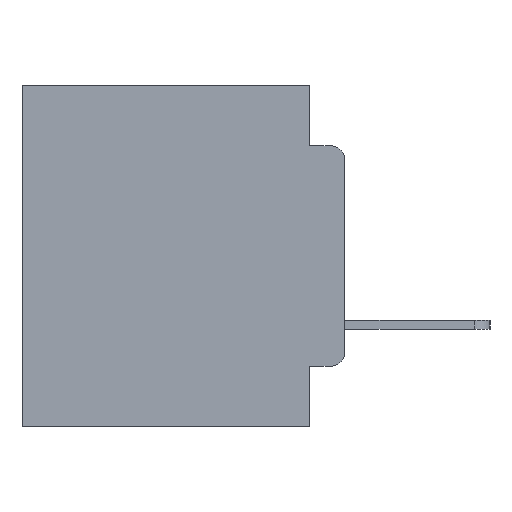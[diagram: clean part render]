
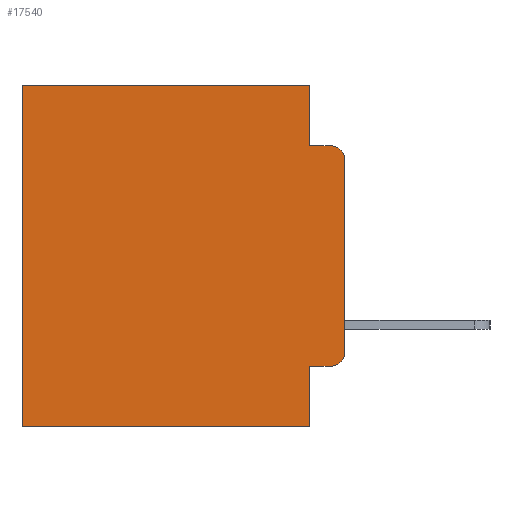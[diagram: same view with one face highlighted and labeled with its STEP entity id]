
A CAD part, left-side view. The second image highlights one B-rep face of the part: STEP entity #17540.
In plain terms, the highlighted planar face has unit normal (-1, 0, 0).
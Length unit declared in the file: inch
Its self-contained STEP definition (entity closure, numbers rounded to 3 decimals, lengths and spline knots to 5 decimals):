
#74 = LINE ( 'NONE', #27786, #11457 ) ;
#147 = CARTESIAN_POINT ( 'NONE',  ( 0.298, 0.051, -0.4115 ) ) ;
#345 = VERTEX_POINT ( 'NONE', #8560 ) ;
#1379 = EDGE_CURVE ( 'NONE', #24125, #18318, #23984, .T. ) ;
#1432 = DIRECTION ( 'NONE',  ( 0., -1., 0. ) ) ;
#1521 = VECTOR ( 'NONE', #1432, 39.37008 ) ;
#1628 = VERTEX_POINT ( 'NONE', #27301 ) ;
#1808 = CARTESIAN_POINT ( 'NONE',  ( 0.298, 0., -0.1085 ) ) ;
#1949 = VECTOR ( 'NONE', #7206, 39.37008 ) ;
#2175 = ORIENTED_EDGE ( 'NONE', *, *, #1379, .F. ) ;
#2250 = EDGE_CURVE ( 'NONE', #15409, #20912, #13905, .T. ) ;
#2839 = CARTESIAN_POINT ( 'NONE',  ( 0.298, 0.473, 0. ) ) ;
#2934 = DIRECTION ( 'NONE',  ( 0., 0., -1. ) ) ;
#3010 = PLANE ( 'NONE',  #16141 ) ;
#3303 = ORIENTED_EDGE ( 'NONE', *, *, #27234, .F. ) ;
#3449 = EDGE_CURVE ( 'NONE', #12372, #14398, #74, .T. ) ;
#3994 = CARTESIAN_POINT ( 'NONE',  ( 0.298, 0., -0.5 ) ) ;
#4397 = CARTESIAN_POINT ( 'NONE',  ( 0.298, 0.473, 0. ) ) ;
#4439 = CARTESIAN_POINT ( 'NONE',  ( 0.298, 0.02, -0.1085 ) ) ;
#4539 = CARTESIAN_POINT ( 'NONE',  ( 0.298, 0.051, -0.4115 ) ) ;
#5363 = DIRECTION ( 'NONE',  ( 1., 0., 0. ) ) ;
#5560 = VERTEX_POINT ( 'NONE', #17479 ) ;
#5916 = CIRCLE ( 'NONE', #10669, 0.02 ) ;
#6739 = DIRECTION ( 'NONE',  ( 0., 0., -1. ) ) ;
#6901 = CARTESIAN_POINT ( 'NONE',  ( 0.298, 0., -0.3915 ) ) ;
#6942 = EDGE_LOOP ( 'NONE', ( #2175, #20421, #11752, #23819, #25734, #27663, #22485, #3303, #13476, #22881 ) ) ;
#7110 = CARTESIAN_POINT ( 'NONE',  ( 0.298, 0.051, -0.0885 ) ) ;
#7206 = DIRECTION ( 'NONE',  ( 0., -1., 0. ) ) ;
#7242 = VECTOR ( 'NONE', #17402, 39.37008 ) ;
#7380 = DIRECTION ( 'NONE',  ( 0., 0., -1. ) ) ;
#7406 = DIRECTION ( 'NONE',  ( 0., 0., -1. ) ) ;
#7594 = CARTESIAN_POINT ( 'NONE',  ( 0.298, 0., 0. ) ) ;
#7623 = LINE ( 'NONE', #10475, #1521 ) ;
#8041 = DIRECTION ( 'NONE',  ( 0., 1., 0. ) ) ;
#8560 = CARTESIAN_POINT ( 'NONE',  ( 0.298, 0.473, -0.5 ) ) ;
#8627 = EDGE_CURVE ( 'NONE', #14398, #5560, #7623, .T. ) ;
#9911 = CARTESIAN_POINT ( 'NONE',  ( 0.298, 0.02, -0.3915 ) ) ;
#10299 = VECTOR ( 'NONE', #8041, 39.37008 ) ;
#10452 = VECTOR ( 'NONE', #2934, 39.37008 ) ;
#10475 = CARTESIAN_POINT ( 'NONE',  ( 0.298, 0.051, -0.0885 ) ) ;
#10669 = AXIS2_PLACEMENT_3D ( 'NONE', #4439, #19752, #6739 ) ;
#11066 = EDGE_CURVE ( 'NONE', #20912, #18318, #24585, .T. ) ;
#11457 = VECTOR ( 'NONE', #7406, 39.37008 ) ;
#11578 = EDGE_CURVE ( 'NONE', #13062, #345, #16213, .T. ) ;
#11752 = ORIENTED_EDGE ( 'NONE', *, *, #8627, .F. ) ;
#12156 = DIRECTION ( 'NONE',  ( 0., 0., -1. ) ) ;
#12372 = VERTEX_POINT ( 'NONE', #17363 ) ;
#12603 = VECTOR ( 'NONE', #7380, 39.37008 ) ;
#13062 = VERTEX_POINT ( 'NONE', #4397 ) ;
#13476 = ORIENTED_EDGE ( 'NONE', *, *, #2250, .T. ) ;
#13905 = LINE ( 'NONE', #147, #1949 ) ;
#14398 = VERTEX_POINT ( 'NONE', #7110 ) ;
#15234 = CARTESIAN_POINT ( 'NONE',  ( 0.298, 0.051, 0. ) ) ;
#15373 = EDGE_CURVE ( 'NONE', #24125, #5560, #5916, .T. ) ;
#15409 = VERTEX_POINT ( 'NONE', #4539 ) ;
#15508 = VECTOR ( 'NONE', #17241, 39.37008 ) ;
#16141 = AXIS2_PLACEMENT_3D ( 'NONE', #26877, #5363, #20587 ) ;
#16213 = LINE ( 'NONE', #2839, #10452 ) ;
#17241 = DIRECTION ( 'NONE',  ( 0., 1., 0. ) ) ;
#17363 = CARTESIAN_POINT ( 'NONE',  ( 0.298, 0.051, 0. ) ) ;
#17402 = DIRECTION ( 'NONE',  ( 0., 0., -1. ) ) ;
#17479 = CARTESIAN_POINT ( 'NONE',  ( 0.298, 0.02, -0.0885 ) ) ;
#17540 = ADVANCED_FACE ( 'NONE', ( #18075 ), #3010, .F. ) ;
#17825 = AXIS2_PLACEMENT_3D ( 'NONE', #9911, #24925, #12156 ) ;
#18075 = FACE_OUTER_BOUND ( 'NONE', #6942, .T. ) ;
#18318 = VERTEX_POINT ( 'NONE', #6901 ) ;
#19752 = DIRECTION ( 'NONE',  ( -1., 0., 0. ) ) ;
#19829 = LINE ( 'NONE', #3994, #15508 ) ;
#20421 = ORIENTED_EDGE ( 'NONE', *, *, #15373, .T. ) ;
#20587 = DIRECTION ( 'NONE',  ( 0., 0., -1. ) ) ;
#20912 = VERTEX_POINT ( 'NONE', #24390 ) ;
#21738 = LINE ( 'NONE', #23180, #10299 ) ;
#21982 = EDGE_CURVE ( 'NONE', #12372, #13062, #21738, .T. ) ;
#22485 = ORIENTED_EDGE ( 'NONE', *, *, #26571, .F. ) ;
#22881 = ORIENTED_EDGE ( 'NONE', *, *, #11066, .T. ) ;
#23180 = CARTESIAN_POINT ( 'NONE',  ( 0.298, 0., 0. ) ) ;
#23819 = ORIENTED_EDGE ( 'NONE', *, *, #3449, .F. ) ;
#23984 = LINE ( 'NONE', #7594, #12603 ) ;
#24125 = VERTEX_POINT ( 'NONE', #1808 ) ;
#24390 = CARTESIAN_POINT ( 'NONE',  ( 0.298, 0.02, -0.4115 ) ) ;
#24484 = LINE ( 'NONE', #15234, #7242 ) ;
#24585 = CIRCLE ( 'NONE', #17825, 0.02 ) ;
#24925 = DIRECTION ( 'NONE',  ( -1., 0., 0. ) ) ;
#25734 = ORIENTED_EDGE ( 'NONE', *, *, #21982, .T. ) ;
#26571 = EDGE_CURVE ( 'NONE', #1628, #345, #19829, .T. ) ;
#26877 = CARTESIAN_POINT ( 'NONE',  ( 0.298, 0., 0. ) ) ;
#27234 = EDGE_CURVE ( 'NONE', #15409, #1628, #24484, .T. ) ;
#27301 = CARTESIAN_POINT ( 'NONE',  ( 0.298, 0.051, -0.5 ) ) ;
#27663 = ORIENTED_EDGE ( 'NONE', *, *, #11578, .T. ) ;
#27786 = CARTESIAN_POINT ( 'NONE',  ( 0.298, 0.051, 0. ) ) ;
